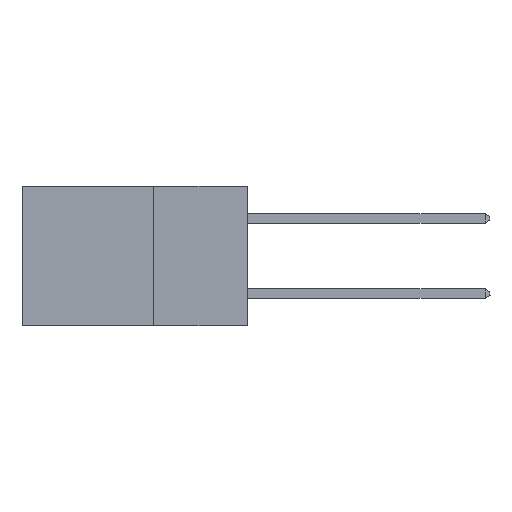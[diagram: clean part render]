
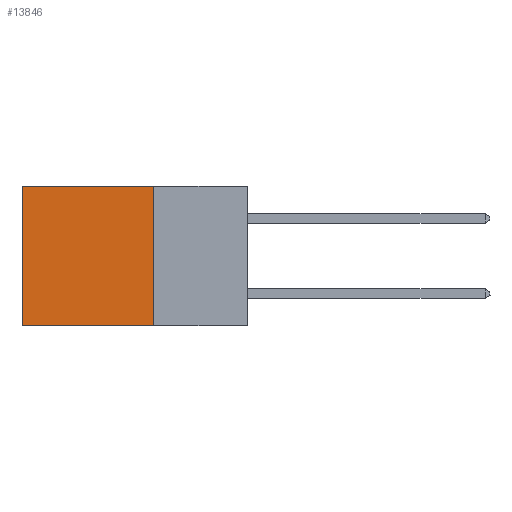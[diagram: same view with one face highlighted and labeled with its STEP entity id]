
A CAD part, left-side view. The second image highlights one B-rep face of the part: STEP entity #13846.
In plain terms, the highlighted planar face has unit normal (-1, 0, 0).
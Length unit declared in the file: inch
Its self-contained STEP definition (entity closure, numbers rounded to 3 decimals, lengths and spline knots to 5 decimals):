
#621 = VERTEX_POINT ( 'NONE', #3147 ) ;
#1282 = CARTESIAN_POINT ( 'NONE',  ( 0.298, 0.6, 0. ) ) ;
#1403 = DIRECTION ( 'NONE',  ( 0., 1., 0. ) ) ;
#2055 = FACE_OUTER_BOUND ( 'NONE', #5272, .T. ) ;
#2583 = VECTOR ( 'NONE', #16850, 39.37008 ) ;
#2660 = CARTESIAN_POINT ( 'NONE',  ( 0.298, 0.25, 0. ) ) ;
#3147 = CARTESIAN_POINT ( 'NONE',  ( 0.298, 0.25, -0.37 ) ) ;
#3580 = LINE ( 'NONE', #17684, #18012 ) ;
#4059 = ORIENTED_EDGE ( 'NONE', *, *, #5561, .F. ) ;
#4318 = CARTESIAN_POINT ( 'NONE',  ( 0.298, 0.6, -0.37 ) ) ;
#4745 = DIRECTION ( 'NONE',  ( 1., 0., 0. ) ) ;
#5272 = EDGE_LOOP ( 'NONE', ( #18308, #4059, #7119, #15187 ) ) ;
#5561 = EDGE_CURVE ( 'NONE', #621, #6643, #14264, .T. ) ;
#6317 = CARTESIAN_POINT ( 'NONE',  ( 0.298, 0.25, 0. ) ) ;
#6441 = PLANE ( 'NONE',  #17176 ) ;
#6643 = VERTEX_POINT ( 'NONE', #4318 ) ;
#7119 = ORIENTED_EDGE ( 'NONE', *, *, #14426, .F. ) ;
#7892 = VECTOR ( 'NONE', #11144, 39.37008 ) ;
#8315 = LINE ( 'NONE', #1282, #7892 ) ;
#9236 = EDGE_CURVE ( 'NONE', #15727, #6643, #8315, .T. ) ;
#9659 = LINE ( 'NONE', #2660, #2583 ) ;
#9959 = EDGE_CURVE ( 'NONE', #16424, #15727, #9659, .T. ) ;
#10200 = CARTESIAN_POINT ( 'NONE',  ( 0.298, 0.6, 0. ) ) ;
#10432 = CARTESIAN_POINT ( 'NONE',  ( 0.298, 0.25, 0. ) ) ;
#10469 = VECTOR ( 'NONE', #1403, 39.37008 ) ;
#10550 = DIRECTION ( 'NONE',  ( 0., 0., -1. ) ) ;
#11144 = DIRECTION ( 'NONE',  ( 0., 0., -1. ) ) ;
#11863 = DIRECTION ( 'NONE',  ( 0., 0., -1. ) ) ;
#12852 = CARTESIAN_POINT ( 'NONE',  ( 0.298, 0.25, -0.37 ) ) ;
#13846 = ADVANCED_FACE ( 'NONE', ( #2055 ), #6441, .F. ) ;
#14264 = LINE ( 'NONE', #12852, #10469 ) ;
#14426 = EDGE_CURVE ( 'NONE', #16424, #621, #3580, .T. ) ;
#15187 = ORIENTED_EDGE ( 'NONE', *, *, #9959, .T. ) ;
#15727 = VERTEX_POINT ( 'NONE', #10200 ) ;
#16424 = VERTEX_POINT ( 'NONE', #6317 ) ;
#16850 = DIRECTION ( 'NONE',  ( 0., 1., 0. ) ) ;
#17176 = AXIS2_PLACEMENT_3D ( 'NONE', #10432, #4745, #11863 ) ;
#17684 = CARTESIAN_POINT ( 'NONE',  ( 0.298, 0.25, 0. ) ) ;
#18012 = VECTOR ( 'NONE', #10550, 39.37008 ) ;
#18308 = ORIENTED_EDGE ( 'NONE', *, *, #9236, .T. ) ;
